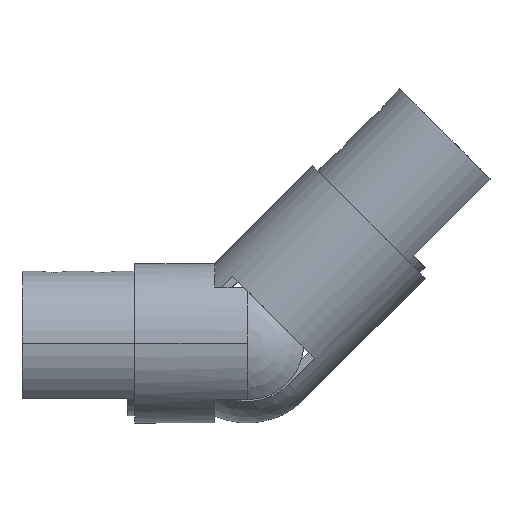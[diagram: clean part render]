
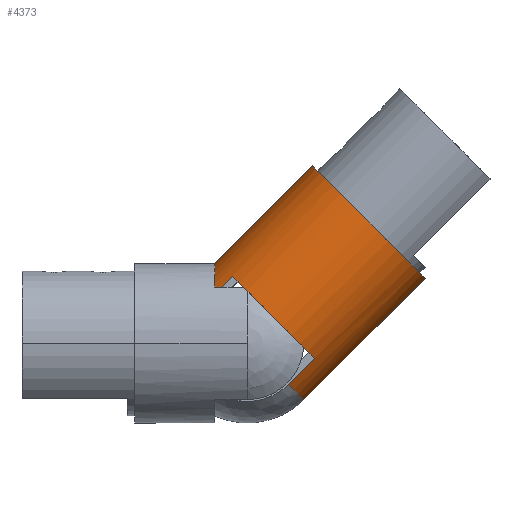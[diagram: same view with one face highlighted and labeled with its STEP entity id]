
A CAD part, top view. The second image highlights one B-rep face of the part: STEP entity #4373.
In plain terms, the highlighted cylindrical face has radius 21.2 mm (diameter 42.4 mm), a partial arc.
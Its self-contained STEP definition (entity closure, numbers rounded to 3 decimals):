
#17 = CARTESIAN_POINT ( 'NONE',  ( 0., 0., 0. ) ) ;
#160 = DIRECTION ( 'NONE',  ( -0.707, -0.707, 0. ) ) ;
#163 = VECTOR ( 'NONE', #6890, 1000. ) ;
#257 = CARTESIAN_POINT ( 'NONE',  ( -14.991, 14.991, 0. ) ) ;
#306 = ORIENTED_EDGE ( 'NONE', *, *, #3521, .T. ) ;
#383 = DIRECTION ( 'NONE',  ( -0.707, -0.707, 0. ) ) ;
#403 = CARTESIAN_POINT ( 'NONE',  ( 14.991, -14.991, 0. ) ) ;
#467 = VERTEX_POINT ( 'NONE', #4784 ) ;
#479 = CARTESIAN_POINT ( 'NONE',  ( -10.203, 19.449, 3.199 ) ) ;
#515 = AXIS2_PLACEMENT_3D ( 'NONE', #3693, #1116, #3040 ) ;
#617 = ORIENTED_EDGE ( 'NONE', *, *, #1385, .F. ) ;
#705 = VERTEX_POINT ( 'NONE', #4663 ) ;
#716 = ORIENTED_EDGE ( 'NONE', *, *, #3967, .T. ) ;
#727 = CARTESIAN_POINT ( 'NONE',  ( -8.781, 21.2, 0. ) ) ;
#839 = CARTESIAN_POINT ( 'NONE',  ( -8.702, 14.065, 13.794 ) ) ;
#908 = ORIENTED_EDGE ( 'NONE', *, *, #6372, .T. ) ;
#998 = LINE ( 'NONE', #5902, #7722 ) ;
#1062 = CARTESIAN_POINT ( 'NONE',  ( -9.508, 17.144, 9.786 ) ) ;
#1116 = DIRECTION ( 'NONE',  ( 0.707, 0.707, 0. ) ) ;
#1209 = CARTESIAN_POINT ( 'NONE',  ( 10.936, -10.936, 14.5 ) ) ;
#1306 = CARTESIAN_POINT ( 'NONE',  ( 0., 0., 0. ) ) ;
#1326 = ORIENTED_EDGE ( 'NONE', *, *, #3593, .F. ) ;
#1328 = ORIENTED_EDGE ( 'NONE', *, *, #2228, .T. ) ;
#1349 = DIRECTION ( 'NONE',  ( 0.707, -0.707, 0. ) ) ;
#1374 = ORIENTED_EDGE ( 'NONE', *, *, #3680, .T. ) ;
#1385 = EDGE_CURVE ( 'NONE', #467, #4968, #998, .T. ) ;
#1473 = CARTESIAN_POINT ( 'NONE',  ( -8.702, 14.065, 13.794 ) ) ;
#1575 = CIRCLE ( 'NONE', #3401, 21.2 ) ;
#1800 = DIRECTION ( 'NONE',  ( 0.707, 0.707, 0. ) ) ;
#1904 = LINE ( 'NONE', #1209, #7195 ) ;
#1937 = VERTEX_POINT ( 'NONE', #5053 ) ;
#2055 = CARTESIAN_POINT ( 'NONE',  ( 10.936, -10.936, 14.5 ) ) ;
#2128 = CARTESIAN_POINT ( 'NONE',  ( -8.807, 14.509, 13.341 ) ) ;
#2228 = EDGE_CURVE ( 'NONE', #6554, #3882, #7408, .T. ) ;
#2294 = B_SPLINE_CURVE_WITH_KNOTS ( 'NONE', 3,
 ( #1473, #2128, #3965, #6465, #4621, #1062, #6127, #4254, #4788, #479, #6793, #3558, #6756, #3595 ),
 .UNSPECIFIED., .F., .F.,
 ( 4, 2, 2, 2, 2, 2, 4 ),
 ( 0.017, 0.018, 0.02, 0.024, 0.028, 0.03, 0.032 ),
 .UNSPECIFIED. ) ;
#2338 = VERTEX_POINT ( 'NONE', #6881 ) ;
#2352 = FACE_OUTER_BOUND ( 'NONE', #6899, .T. ) ;
#2533 = VERTEX_POINT ( 'NONE', #727 ) ;
#2628 = VERTEX_POINT ( 'NONE', #7848 ) ;
#2924 = EDGE_CURVE ( 'NONE', #6554, #6060, #7075, .T. ) ;
#2967 = CYLINDRICAL_SURFACE ( 'NONE', #4447, 21.2 ) ;
#2984 =( BOUNDED_CURVE ( )  B_SPLINE_CURVE ( 3, ( #3236, #7538, #7047, #7088 ),
 .UNSPECIFIED., .F., .F. ) 
 B_SPLINE_CURVE_WITH_KNOTS ( ( 4, 4 ),
 ( 0., 0.134 ),
 .UNSPECIFIED. ) 
 CURVE ( )  GEOMETRIC_REPRESENTATION_ITEM ( )  RATIONAL_B_SPLINE_CURVE ( ( 1., 0.998, 0.998, 1. ) ) 
 REPRESENTATION_ITEM ( '' )  );
#3040 = DIRECTION ( 'NONE',  ( -0.707, 0.707, 0. ) ) ;
#3188 = DIRECTION ( 'NONE',  ( -0.707, -0.707, 0. ) ) ;
#3192 = ORIENTED_EDGE ( 'NONE', *, *, #6317, .T. ) ;
#3193 = LINE ( 'NONE', #4423, #163 ) ;
#3236 = CARTESIAN_POINT ( 'NONE',  ( -8.781, 21.2, 0. ) ) ;
#3285 = EDGE_CURVE ( 'NONE', #3975, #2628, #2294, .T. ) ;
#3294 = CARTESIAN_POINT ( 'NONE',  ( -8.702, 21.009, 2.838 ) ) ;
#3401 = AXIS2_PLACEMENT_3D ( 'NONE', #7050, #160, #5685 ) ;
#3421 = LINE ( 'NONE', #7275, #5126 ) ;
#3521 = EDGE_CURVE ( 'NONE', #2338, #4711, #1904, .T. ) ;
#3541 = AXIS2_PLACEMENT_3D ( 'NONE', #1306, #3188, #1349 ) ;
#3558 = CARTESIAN_POINT ( 'NONE',  ( -10.271, 19.668, 1.291 ) ) ;
#3593 = EDGE_CURVE ( 'NONE', #4968, #4711, #7846, .T. ) ;
#3595 = CARTESIAN_POINT ( 'NONE',  ( -10.281, 19.7, 0. ) ) ;
#3680 = EDGE_CURVE ( 'NONE', #3882, #2338, #5747, .T. ) ;
#3693 = CARTESIAN_POINT ( 'NONE',  ( 6.922, 6.922, 0. ) ) ;
#3766 = CARTESIAN_POINT ( 'NONE',  ( -10.936, 10.936, 14.5 ) ) ;
#3774 = DIRECTION ( 'NONE',  ( -0.707, -0.707, 0. ) ) ;
#3882 = VERTEX_POINT ( 'NONE', #8077 ) ;
#3906 = CARTESIAN_POINT ( 'NONE',  ( -8.702, 20.23, 6.915 ) ) ;
#3919 = AXIS2_PLACEMENT_3D ( 'NONE', #17, #4892, #7391 ) ;
#3965 = CARTESIAN_POINT ( 'NONE',  ( -8.913, 14.934, 12.863 ) ) ;
#3967 = EDGE_CURVE ( 'NONE', #2533, #1937, #2984, .T. ) ;
#3975 = VERTEX_POINT ( 'NONE', #5725 ) ;
#4058 = VECTOR ( 'NONE', #1800, 1000. ) ;
#4215 = CARTESIAN_POINT ( 'NONE',  ( -10.936, 10.936, 14.5 ) ) ;
#4254 = CARTESIAN_POINT ( 'NONE',  ( -9.975, 18.713, 6.289 ) ) ;
#4373 = ADVANCED_FACE ( 'NONE', ( #2352 ), #2967, .T. ) ;
#4423 = CARTESIAN_POINT ( 'NONE',  ( -14.991, 14.991, 0. ) ) ;
#4436 = ORIENTED_EDGE ( 'NONE', *, *, #7186, .T. ) ;
#4447 = AXIS2_PLACEMENT_3D ( 'NONE', #6655, #3774, #5455 ) ;
#4621 = CARTESIAN_POINT ( 'NONE',  ( -9.22, 16.103, 11.366 ) ) ;
#4663 = CARTESIAN_POINT ( 'NONE',  ( 17.322, 47.303, 0. ) ) ;
#4711 = VERTEX_POINT ( 'NONE', #2055 ) ;
#4717 = EDGE_CURVE ( 'NONE', #467, #705, #1575, .T. ) ;
#4784 = CARTESIAN_POINT ( 'NONE',  ( 47.303, 17.322, 0. ) ) ;
#4788 = CARTESIAN_POINT ( 'NONE',  ( -10.088, 19.079, 5.071 ) ) ;
#4892 = DIRECTION ( 'NONE',  ( -0.707, -0.707, 0. ) ) ;
#4968 = VERTEX_POINT ( 'NONE', #403 ) ;
#5053 = CARTESIAN_POINT ( 'NONE',  ( -8.702, 21.009, 2.838 ) ) ;
#5126 = VECTOR ( 'NONE', #383, 1000. ) ;
#5455 = DIRECTION ( 'NONE',  ( 0.707, -0.707, 0. ) ) ;
#5685 = DIRECTION ( 'NONE',  ( 0.707, -0.707, 0. ) ) ;
#5690 = ORIENTED_EDGE ( 'NONE', *, *, #2924, .F. ) ;
#5725 = CARTESIAN_POINT ( 'NONE',  ( -8.702, 14.065, 13.794 ) ) ;
#5747 = CIRCLE ( 'NONE', #515, 21.2 ) ;
#5753 =( BOUNDED_CURVE ( )  B_SPLINE_CURVE ( 3, ( #3294, #3906, #5790, #839 ),
 .UNSPECIFIED., .F., .T. ) 
 B_SPLINE_CURVE_WITH_KNOTS ( ( 4, 4 ),
 ( 3.276, 3.85 ),
 .UNSPECIFIED. ) 
 CURVE ( )  GEOMETRIC_REPRESENTATION_ITEM ( )  RATIONAL_B_SPLINE_CURVE ( ( 1., 0.973, 0.973, 1. ) ) 
 REPRESENTATION_ITEM ( '' )  );
#5790 = CARTESIAN_POINT ( 'NONE',  ( -8.702, 17.851, 10.669 ) ) ;
#5902 = CARTESIAN_POINT ( 'NONE',  ( 14.991, -14.991, 0. ) ) ;
#6060 = VERTEX_POINT ( 'NONE', #257 ) ;
#6127 = CARTESIAN_POINT ( 'NONE',  ( -9.683, 17.738, 8.667 ) ) ;
#6317 = EDGE_CURVE ( 'NONE', #1937, #3975, #5753, .T. ) ;
#6372 = EDGE_CURVE ( 'NONE', #705, #2533, #3421, .T. ) ;
#6465 = CARTESIAN_POINT ( 'NONE',  ( -9.12, 15.731, 11.876 ) ) ;
#6554 = VERTEX_POINT ( 'NONE', #3766 ) ;
#6655 = CARTESIAN_POINT ( 'NONE',  ( 0., 0., 0. ) ) ;
#6756 = CARTESIAN_POINT ( 'NONE',  ( -10.281, 19.7, 0.642 ) ) ;
#6793 = CARTESIAN_POINT ( 'NONE',  ( -10.232, 19.542, 2.568 ) ) ;
#6881 = CARTESIAN_POINT ( 'NONE',  ( 17.858, -4.014, 14.5 ) ) ;
#6890 = DIRECTION ( 'NONE',  ( -0.707, -0.707, 0. ) ) ;
#6899 = EDGE_LOOP ( 'NONE', ( #7499, #908, #716, #3192, #7870, #4436, #5690, #1328, #1374, #306, #1326, #617 ) ) ;
#6906 = DIRECTION ( 'NONE',  ( -0.707, -0.707, 0. ) ) ;
#7047 = CARTESIAN_POINT ( 'NONE',  ( -8.755, 21.136, 1.897 ) ) ;
#7050 = CARTESIAN_POINT ( 'NONE',  ( 32.313, 32.313, 0. ) ) ;
#7075 = CIRCLE ( 'NONE', #3541, 21.2 ) ;
#7088 = CARTESIAN_POINT ( 'NONE',  ( -8.702, 21.009, 2.838 ) ) ;
#7186 = EDGE_CURVE ( 'NONE', #2628, #6060, #3193, .T. ) ;
#7195 = VECTOR ( 'NONE', #6906, 1000. ) ;
#7275 = CARTESIAN_POINT ( 'NONE',  ( -14.991, 14.991, 0. ) ) ;
#7391 = DIRECTION ( 'NONE',  ( 0.707, -0.707, 0. ) ) ;
#7408 = LINE ( 'NONE', #4215, #4058 ) ;
#7499 = ORIENTED_EDGE ( 'NONE', *, *, #4717, .T. ) ;
#7538 = CARTESIAN_POINT ( 'NONE',  ( -8.781, 21.2, 0.949 ) ) ;
#7722 = VECTOR ( 'NONE', #7791, 1000. ) ;
#7791 = DIRECTION ( 'NONE',  ( -0.707, -0.707, 0. ) ) ;
#7846 = CIRCLE ( 'NONE', #3919, 21.2 ) ;
#7848 = CARTESIAN_POINT ( 'NONE',  ( -10.281, 19.7, 0. ) ) ;
#7870 = ORIENTED_EDGE ( 'NONE', *, *, #3285, .T. ) ;
#8077 = CARTESIAN_POINT ( 'NONE',  ( -4.014, 17.858, 14.5 ) ) ;
